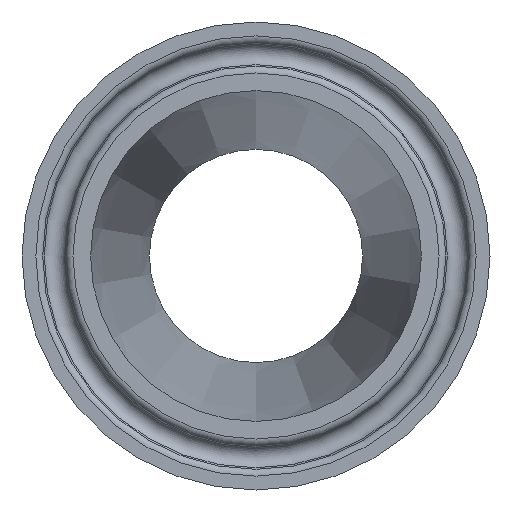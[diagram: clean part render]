
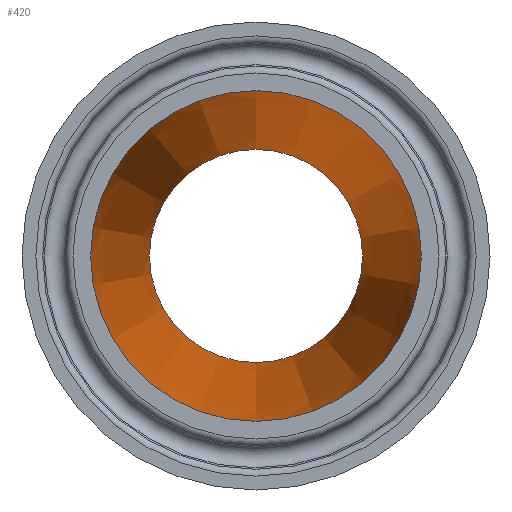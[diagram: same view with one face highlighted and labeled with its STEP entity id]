
A CAD part, left-side view. The second image highlights one B-rep face of the part: STEP entity #420.
In plain terms, the highlighted conical face has half-angle 5.943 degrees and reference radius 17.85 mm.
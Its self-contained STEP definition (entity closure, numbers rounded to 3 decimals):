
#39=LINE('',#796,#53);
#53=VECTOR('',#665,17.85);
#63=CONICAL_SURFACE('',#509,17.85,0.104);
#87=FACE_OUTER_BOUND('',#117,.T.);
#117=EDGE_LOOP('',(#368,#369,#370,#371,#372,#373));
#164=CIRCLE('',#510,17.85);
#165=CIRCLE('',#511,17.85);
#166=CIRCLE('',#512,11.5);
#167=CIRCLE('',#513,11.5);
#203=VERTEX_POINT('',#791);
#204=VERTEX_POINT('',#792);
#205=VERTEX_POINT('',#795);
#206=VERTEX_POINT('',#797);
#260=EDGE_CURVE('',#203,#204,#164,.T.);
#261=EDGE_CURVE('',#204,#203,#165,.T.);
#262=EDGE_CURVE('',#203,#205,#39,.T.);
#263=EDGE_CURVE('',#206,#205,#166,.T.);
#264=EDGE_CURVE('',#205,#206,#167,.T.);
#368=ORIENTED_EDGE('',*,*,#260,.T.);
#369=ORIENTED_EDGE('',*,*,#261,.T.);
#370=ORIENTED_EDGE('',*,*,#262,.T.);
#371=ORIENTED_EDGE('',*,*,#263,.F.);
#372=ORIENTED_EDGE('',*,*,#264,.F.);
#373=ORIENTED_EDGE('',*,*,#262,.F.);
#420=ADVANCED_FACE('',(#87),#63,.F.);
#509=AXIS2_PLACEMENT_3D('',#790,#659,#660);
#510=AXIS2_PLACEMENT_3D('',#793,#661,#662);
#511=AXIS2_PLACEMENT_3D('',#794,#663,#664);
#512=AXIS2_PLACEMENT_3D('',#798,#666,#667);
#513=AXIS2_PLACEMENT_3D('',#799,#668,#669);
#659=DIRECTION('center_axis',(-1.,0.,0.));
#660=DIRECTION('ref_axis',(0.,0.,1.));
#661=DIRECTION('center_axis',(-1.,0.,0.));
#662=DIRECTION('ref_axis',(0.,0.,1.));
#663=DIRECTION('center_axis',(-1.,0.,0.));
#664=DIRECTION('ref_axis',(0.,0.,1.));
#665=DIRECTION('',(0.995,0.,0.104));
#666=DIRECTION('center_axis',(-1.,0.,0.));
#667=DIRECTION('ref_axis',(0.,0.,1.));
#668=DIRECTION('center_axis',(-1.,0.,0.));
#669=DIRECTION('ref_axis',(0.,0.,1.));
#790=CARTESIAN_POINT('Origin',(3.,0.,0.));
#791=CARTESIAN_POINT('',(3.,0.,-17.85));
#792=CARTESIAN_POINT('',(3.,17.85,0.));
#793=CARTESIAN_POINT('Origin',(3.,0.,0.));
#794=CARTESIAN_POINT('Origin',(3.,0.,0.));
#795=CARTESIAN_POINT('',(64.,0.,-11.5));
#796=CARTESIAN_POINT('',(3.,0.,-17.85));
#797=CARTESIAN_POINT('',(64.,11.5,0.));
#798=CARTESIAN_POINT('Origin',(64.,0.,0.));
#799=CARTESIAN_POINT('Origin',(64.,0.,0.));
